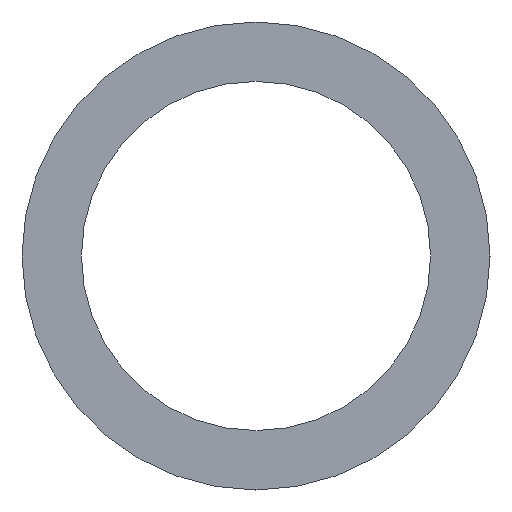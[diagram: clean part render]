
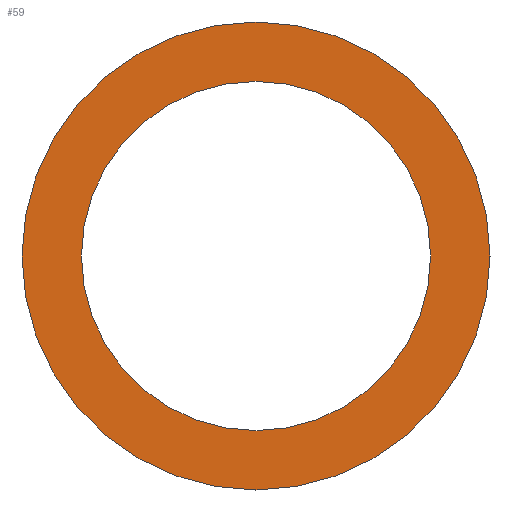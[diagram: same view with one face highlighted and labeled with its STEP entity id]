
A CAD part, left-side view. The second image highlights one B-rep face of the part: STEP entity #59.
In plain terms, the highlighted planar face has unit normal (-1, 0, 0).
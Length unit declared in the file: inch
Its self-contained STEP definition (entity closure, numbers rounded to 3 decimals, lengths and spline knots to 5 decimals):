
#10 = ORIENTED_EDGE ( 'NONE', *, *, #35, .F. ) ;
#11 = ORIENTED_EDGE ( 'NONE', *, *, #21, .F. ) ;
#14 = EDGE_LOOP ( 'NONE', ( #11, #10 ) ) ;
#21 = EDGE_CURVE ( 'NONE', #32, #41, #136, .T. ) ;
#32 = VERTEX_POINT ( 'NONE', #81 ) ;
#35 = EDGE_CURVE ( 'NONE', #41, #32, #80, .T. ) ;
#38 = VERTEX_POINT ( 'NONE', #71 ) ;
#41 = VERTEX_POINT ( 'NONE', #68 ) ;
#44 = ORIENTED_EDGE ( 'NONE', *, *, #45, .T. ) ;
#45 = EDGE_CURVE ( 'NONE', #58, #38, #113, .T. ) ;
#51 = EDGE_LOOP ( 'NONE', ( #52, #44 ) ) ;
#52 = ORIENTED_EDGE ( 'NONE', *, *, #56, .T. ) ;
#56 = EDGE_CURVE ( 'NONE', #38, #58, #99, .T. ) ;
#58 = VERTEX_POINT ( 'NONE', #94 ) ;
#59 = ADVANCED_FACE ( 'NONE', ( #93, #92 ), #91, .T. ) ;
#68 = CARTESIAN_POINT ( 'NONE',  ( 0., 0., -0.235 ) ) ;
#71 = CARTESIAN_POINT ( 'NONE',  ( 0., 0., 0.315 ) ) ;
#76 = DIRECTION ( 'NONE',  ( 0., 0., 1. ) ) ;
#77 = DIRECTION ( 'NONE',  ( -1., 0., 0. ) ) ;
#78 = CARTESIAN_POINT ( 'NONE',  ( 0., 0., 0. ) ) ;
#79 = AXIS2_PLACEMENT_3D ( 'NONE', #78, #77, #76 ) ;
#80 = CIRCLE ( 'NONE', #79, 0.235 ) ;
#81 = CARTESIAN_POINT ( 'NONE',  ( 0., 0., 0.235 ) ) ;
#87 = DIRECTION ( 'NONE',  ( 0., 0., 1. ) ) ;
#88 = DIRECTION ( 'NONE',  ( -1., 0., 0. ) ) ;
#89 = CARTESIAN_POINT ( 'NONE',  ( 0., -0.235, 0. ) ) ;
#90 = AXIS2_PLACEMENT_3D ( 'NONE', #89, #88, #87 ) ;
#91 = PLANE ( 'NONE',  #90 ) ;
#92 = FACE_BOUND ( 'NONE', #14, .T. ) ;
#93 = FACE_OUTER_BOUND ( 'NONE', #51, .T. ) ;
#94 = CARTESIAN_POINT ( 'NONE',  ( 0., 0., -0.315 ) ) ;
#95 = DIRECTION ( 'NONE',  ( 0., 0., 1. ) ) ;
#96 = DIRECTION ( 'NONE',  ( -1., 0., 0. ) ) ;
#97 = CARTESIAN_POINT ( 'NONE',  ( 0., 0., 0. ) ) ;
#98 = AXIS2_PLACEMENT_3D ( 'NONE', #97, #96, #95 ) ;
#99 = CIRCLE ( 'NONE', #98, 0.315 ) ;
#109 = DIRECTION ( 'NONE',  ( 0., 0., 1. ) ) ;
#110 = DIRECTION ( 'NONE',  ( -1., 0., 0. ) ) ;
#111 = CARTESIAN_POINT ( 'NONE',  ( 0., 0., 0. ) ) ;
#112 = AXIS2_PLACEMENT_3D ( 'NONE', #111, #110, #109 ) ;
#113 = CIRCLE ( 'NONE', #112, 0.315 ) ;
#133 = DIRECTION ( 'NONE',  ( 0., 0., 1. ) ) ;
#134 = DIRECTION ( 'NONE',  ( -1., 0., 0. ) ) ;
#135 = AXIS2_PLACEMENT_3D ( 'NONE', #143, #134, #133 ) ;
#136 = CIRCLE ( 'NONE', #135, 0.235 ) ;
#143 = CARTESIAN_POINT ( 'NONE',  ( 0., 0., 0. ) ) ;
